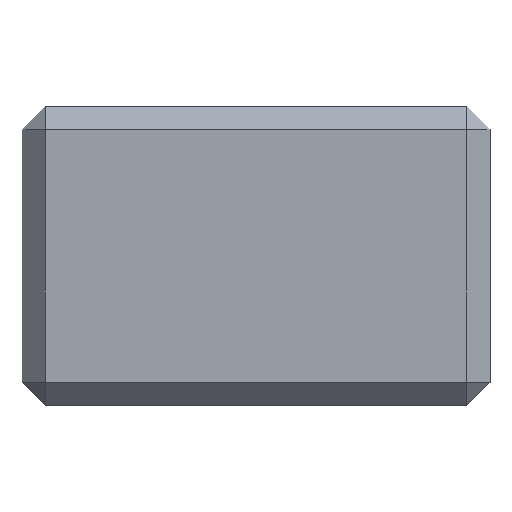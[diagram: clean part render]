
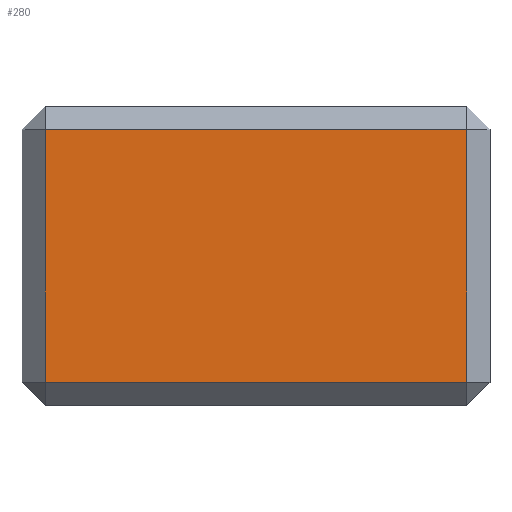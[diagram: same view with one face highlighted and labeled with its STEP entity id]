
A CAD part, top view. The second image highlights one B-rep face of the part: STEP entity #280.
In plain terms, the highlighted planar face has unit normal (0, 0, 1).
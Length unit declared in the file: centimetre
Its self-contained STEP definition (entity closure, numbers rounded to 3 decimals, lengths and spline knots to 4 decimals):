
#26=FACE_OUTER_BOUND($,#44,.T.);
#44=EDGE_LOOP($,(#228,#229,#230,#231));
#57=LINE($,#402,#93);
#65=LINE($,#418,#101);
#67=LINE($,#421,#103);
#75=LINE($,#436,#111);
#93=VECTOR($,#324,0.27);
#101=VECTOR($,#338,0.27);
#103=VECTOR($,#342,0.45);
#111=VECTOR($,#356,0.45);
#120=VERTEX_POINT($,#381);
#123=VERTEX_POINT($,#388);
#126=VERTEX_POINT($,#395);
#133=VERTEX_POINT($,#414);
#149=EDGE_CURVE($,#126,#120,#57,.T.);
#157=EDGE_CURVE($,#123,#133,#65,.T.);
#159=EDGE_CURVE($,#133,#126,#67,.T.);
#167=EDGE_CURVE($,#120,#123,#75,.T.);
#228=ORIENTED_EDGE($,*,*,#157,.F.);
#229=ORIENTED_EDGE($,*,*,#167,.F.);
#230=ORIENTED_EDGE($,*,*,#149,.F.);
#231=ORIENTED_EDGE($,*,*,#159,.F.);
#262=PLANE($,#301);
#280=ADVANCED_FACE($,(#26),#262,.T.);
#301=AXIS2_PLACEMENT_3D($,#448,#369,#370);
#324=DIRECTION($,(0.,1.,0.));
#338=DIRECTION($,(0.,-1.,0.));
#342=DIRECTION($,(-1.,0.,0.));
#356=DIRECTION($,(1.,0.,0.));
#369=DIRECTION('center_axis',(0.,0.,1.));
#370=DIRECTION('ref_axis',(1.,0.,0.));
#381=CARTESIAN_POINT('',(-0.225,0.135,0.1));
#388=CARTESIAN_POINT('',(0.225,0.135,0.1));
#395=CARTESIAN_POINT('',(-0.225,-0.135,0.1));
#402=CARTESIAN_POINT($,(-0.225,0.,0.1));
#414=CARTESIAN_POINT('',(0.225,-0.135,0.1));
#418=CARTESIAN_POINT($,(0.225,0.,0.1));
#421=CARTESIAN_POINT($,(0.,-0.135,0.1));
#436=CARTESIAN_POINT($,(0.,0.135,0.1));
#448=CARTESIAN_POINT('Origin',(0.,0.,0.1));
